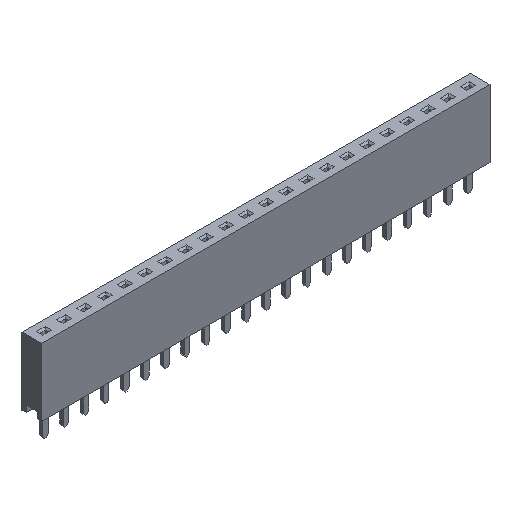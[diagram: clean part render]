
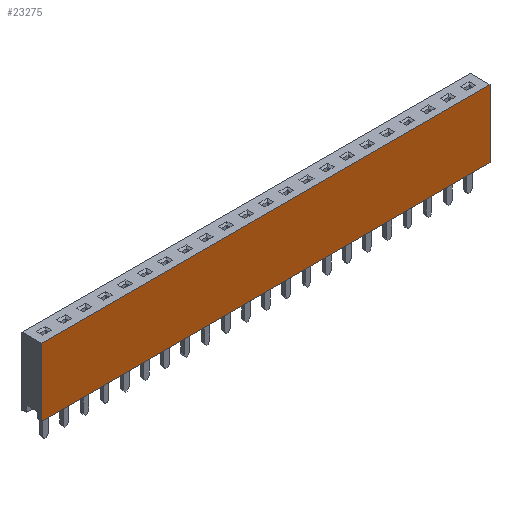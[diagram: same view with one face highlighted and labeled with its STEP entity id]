
A CAD part, isometric view. The second image highlights one B-rep face of the part: STEP entity #23275.
In plain terms, the highlighted planar face has unit normal (0, -1, 0).
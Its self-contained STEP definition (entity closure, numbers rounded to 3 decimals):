
#3420=ORIENTED_EDGE('',*,*,#7208,.T.);
#3421=ORIENTED_EDGE('',*,*,#7209,.T.);
#3422=ORIENTED_EDGE('',*,*,#7196,.T.);
#3423=ORIENTED_EDGE('',*,*,#7207,.T.);
#7196=EDGE_CURVE('',#9093,#9092,#10998,.T.);
#7207=EDGE_CURVE('',#9092,#9101,#11009,.T.);
#7208=EDGE_CURVE('',#9101,#9102,#11010,.T.);
#7209=EDGE_CURVE('',#9102,#9093,#11011,.T.);
#9092=VERTEX_POINT('',#33354);
#9093=VERTEX_POINT('',#33356);
#9101=VERTEX_POINT('',#33376);
#9102=VERTEX_POINT('',#33380);
#10998=LINE('',#33355,#13244);
#11009=LINE('',#33377,#13255);
#11010=LINE('',#33379,#13256);
#11011=LINE('',#33381,#13257);
#13244=VECTOR('',#27764,1000.);
#13255=VECTOR('',#27779,1000.);
#13256=VECTOR('',#27782,1000.);
#13257=VECTOR('',#27783,1000.);
#14153=EDGE_LOOP('',(#3420,#3421,#3422,#3423));
#15109=FACE_BOUND('',#14153,.T.);
#16065=PLANE('',#24282);
#23275=ADVANCED_FACE('',(#15109),#16065,.T.);
#24282=AXIS2_PLACEMENT_3D('',#33378,#27780,#27781);
#27764=DIRECTION('',(1.,0.,0.));
#27779=DIRECTION('',(0.,0.,1.));
#27780=DIRECTION('',(0.,-1.,0.));
#27781=DIRECTION('',(0.,0.,-1.));
#27782=DIRECTION('',(-1.,0.,0.));
#27783=DIRECTION('',(0.,0.,-1.));
#33354=CARTESIAN_POINT('',(28.19,-1.25,-4.25));
#33355=CARTESIAN_POINT('',(-28.19,-1.25,-4.25));
#33356=CARTESIAN_POINT('',(-28.19,-1.25,-4.25));
#33376=CARTESIAN_POINT('',(28.19,-1.25,4.25));
#33377=CARTESIAN_POINT('',(28.19,-1.25,-4.25));
#33378=CARTESIAN_POINT('',(0.,-1.25,0.));
#33379=CARTESIAN_POINT('',(28.19,-1.25,4.25));
#33380=CARTESIAN_POINT('',(-28.19,-1.25,4.25));
#33381=CARTESIAN_POINT('',(-28.19,-1.25,4.25));
